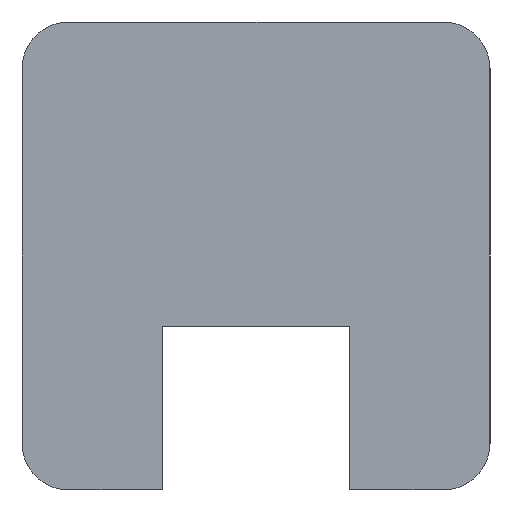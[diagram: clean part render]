
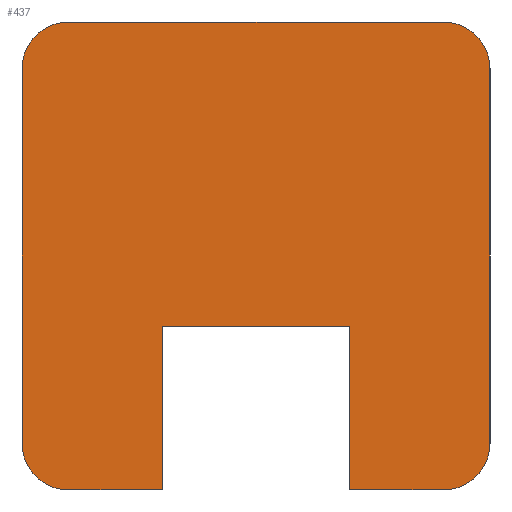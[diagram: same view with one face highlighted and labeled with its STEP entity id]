
A CAD part, left-side view. The second image highlights one B-rep face of the part: STEP entity #437.
In plain terms, the highlighted planar face has unit normal (-1, 0, 0).
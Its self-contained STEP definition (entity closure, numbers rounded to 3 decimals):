
#61=AXIS2_PLACEMENT_3D('Circle Axis2P3D',#59,#60,$) ;
#123=AXIS2_PLACEMENT_3D('Circle Axis2P3D',#121,#122,$) ;
#304=AXIS2_PLACEMENT_3D('Circle Axis2P3D',#302,#303,$) ;
#366=AXIS2_PLACEMENT_3D('Circle Axis2P3D',#364,#365,$) ;
#421=AXIS2_PLACEMENT_3D('Plane Axis2P3D',#418,#419,#420) ;
#42=CARTESIAN_POINT('Vertex',(-184.,7.999,-53.)) ;
#56=CARTESIAN_POINT('Vertex',(-184.,9.999,-55.)) ;
#59=CARTESIAN_POINT('Axis2P3D Location',(-184.,7.999,-55.)) ;
#87=CARTESIAN_POINT('Vertex',(-184.,9.999,-71.)) ;
#90=CARTESIAN_POINT('Line Origine',(-184.,9.999,-63.)) ;
#118=CARTESIAN_POINT('Vertex',(-184.,7.999,-73.)) ;
#121=CARTESIAN_POINT('Axis2P3D Location',(-184.,7.999,-71.)) ;
#149=CARTESIAN_POINT('Vertex',(-184.,3.999,-73.)) ;
#152=CARTESIAN_POINT('Line Origine',(-184.,5.999,-73.)) ;
#180=CARTESIAN_POINT('Vertex',(-184.,3.999,-66.)) ;
#183=CARTESIAN_POINT('Line Origine',(-184.,3.999,-69.5)) ;
#211=CARTESIAN_POINT('Vertex',(-184.,-4.001,-66.)) ;
#214=CARTESIAN_POINT('Line Origine',(-184.,-0.001,-66.)) ;
#242=CARTESIAN_POINT('Vertex',(-184.,-4.001,-73.)) ;
#245=CARTESIAN_POINT('Line Origine',(-184.,-4.001,-69.5)) ;
#268=CARTESIAN_POINT('Vertex',(-184.,-8.001,-73.)) ;
#271=CARTESIAN_POINT('Line Origine',(-184.,-6.001,-73.)) ;
#299=CARTESIAN_POINT('Vertex',(-184.,-10.001,-71.)) ;
#302=CARTESIAN_POINT('Axis2P3D Location',(-184.,-8.001,-71.)) ;
#330=CARTESIAN_POINT('Vertex',(-184.,-10.001,-55.)) ;
#333=CARTESIAN_POINT('Line Origine',(-184.,-10.001,-63.)) ;
#361=CARTESIAN_POINT('Vertex',(-184.,-8.001,-53.)) ;
#364=CARTESIAN_POINT('Axis2P3D Location',(-184.,-8.001,-55.)) ;
#386=CARTESIAN_POINT('Line Origine',(-184.,-0.001,-53.)) ;
#418=CARTESIAN_POINT('Axis2P3D Location',(-184.,0.,0.)) ;
#60=DIRECTION('Axis2P3D Direction',(-1.,0.,0.)) ;
#91=DIRECTION('Vector Direction',(0.,0.,-1.)) ;
#122=DIRECTION('Axis2P3D Direction',(-1.,0.,0.)) ;
#153=DIRECTION('Vector Direction',(0.,1.,0.)) ;
#184=DIRECTION('Vector Direction',(0.,0.,-1.)) ;
#215=DIRECTION('Vector Direction',(0.,1.,0.)) ;
#246=DIRECTION('Vector Direction',(0.,0.,1.)) ;
#272=DIRECTION('Vector Direction',(0.,1.,0.)) ;
#303=DIRECTION('Axis2P3D Direction',(-1.,0.,0.)) ;
#334=DIRECTION('Vector Direction',(0.,0.,1.)) ;
#365=DIRECTION('Axis2P3D Direction',(-1.,0.,0.)) ;
#387=DIRECTION('Vector Direction',(0.,-1.,0.)) ;
#419=DIRECTION('Axis2P3D Direction',(-1.,0.,0.)) ;
#420=DIRECTION('Axis2P3D XDirection',(0.,-1.,0.)) ;
#92=VECTOR('Line Direction',#91,1.) ;
#154=VECTOR('Line Direction',#153,1.) ;
#185=VECTOR('Line Direction',#184,1.) ;
#216=VECTOR('Line Direction',#215,1.) ;
#247=VECTOR('Line Direction',#246,1.) ;
#273=VECTOR('Line Direction',#272,1.) ;
#335=VECTOR('Line Direction',#334,1.) ;
#388=VECTOR('Line Direction',#387,1.) ;
#424=ORIENTED_EDGE('',*,*,#63,.T.) ;
#425=ORIENTED_EDGE('',*,*,#94,.T.) ;
#426=ORIENTED_EDGE('',*,*,#125,.T.) ;
#427=ORIENTED_EDGE('',*,*,#156,.T.) ;
#428=ORIENTED_EDGE('',*,*,#187,.T.) ;
#429=ORIENTED_EDGE('',*,*,#218,.T.) ;
#430=ORIENTED_EDGE('',*,*,#249,.T.) ;
#431=ORIENTED_EDGE('',*,*,#275,.T.) ;
#432=ORIENTED_EDGE('',*,*,#306,.T.) ;
#433=ORIENTED_EDGE('',*,*,#337,.T.) ;
#434=ORIENTED_EDGE('',*,*,#368,.T.) ;
#435=ORIENTED_EDGE('',*,*,#390,.T.) ;
#437=ADVANCED_FACE('guide',(#436),#422,.T.) ;
#62=CIRCLE('generated circle',#61,2.) ;
#124=CIRCLE('generated circle',#123,2.) ;
#305=CIRCLE('generated circle',#304,2.) ;
#367=CIRCLE('generated circle',#366,2.) ;
#63=EDGE_CURVE('',#43,#57,#62,.T.) ;
#94=EDGE_CURVE('',#57,#88,#93,.T.) ;
#125=EDGE_CURVE('',#88,#119,#124,.T.) ;
#156=EDGE_CURVE('',#119,#150,#155,.F.) ;
#187=EDGE_CURVE('',#150,#181,#186,.F.) ;
#218=EDGE_CURVE('',#181,#212,#217,.F.) ;
#249=EDGE_CURVE('',#212,#243,#248,.F.) ;
#275=EDGE_CURVE('',#243,#269,#274,.F.) ;
#306=EDGE_CURVE('',#269,#300,#305,.T.) ;
#337=EDGE_CURVE('',#300,#331,#336,.T.) ;
#368=EDGE_CURVE('',#331,#362,#367,.T.) ;
#390=EDGE_CURVE('',#362,#43,#389,.F.) ;
#423=EDGE_LOOP('',(#424,#425,#426,#427,#428,#429,#430,#431,#432,#433,#434,#435)) ;
#436=FACE_OUTER_BOUND('',#423,.T.) ;
#93=LINE('Line',#90,#92) ;
#155=LINE('Line',#152,#154) ;
#186=LINE('Line',#183,#185) ;
#217=LINE('Line',#214,#216) ;
#248=LINE('Line',#245,#247) ;
#274=LINE('Line',#271,#273) ;
#336=LINE('Line',#333,#335) ;
#389=LINE('Line',#386,#388) ;
#422=PLANE('',#421) ;
#43=VERTEX_POINT('',#42) ;
#57=VERTEX_POINT('',#56) ;
#88=VERTEX_POINT('',#87) ;
#119=VERTEX_POINT('',#118) ;
#150=VERTEX_POINT('',#149) ;
#181=VERTEX_POINT('',#180) ;
#212=VERTEX_POINT('',#211) ;
#243=VERTEX_POINT('',#242) ;
#269=VERTEX_POINT('',#268) ;
#300=VERTEX_POINT('',#299) ;
#331=VERTEX_POINT('',#330) ;
#362=VERTEX_POINT('',#361) ;
